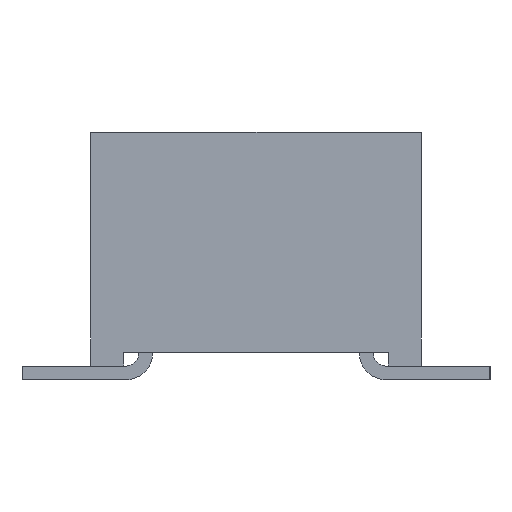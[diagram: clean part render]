
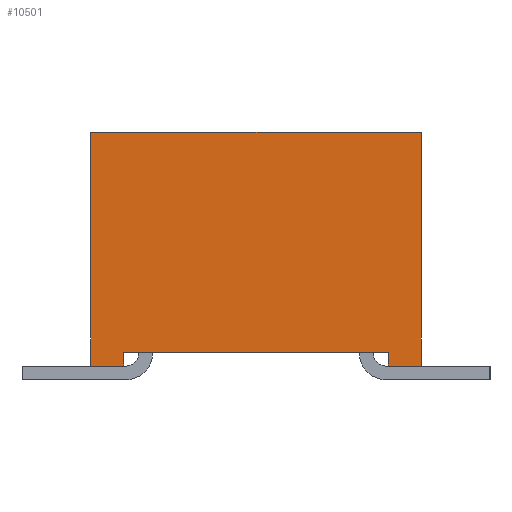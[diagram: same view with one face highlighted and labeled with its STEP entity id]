
A CAD part, left-side view. The second image highlights one B-rep face of the part: STEP entity #10501.
In plain terms, the highlighted planar face has unit normal (-1, 0, 0).
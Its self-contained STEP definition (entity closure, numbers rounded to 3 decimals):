
#10501 = ADVANCED_FACE('',(#10502),#10568,.F.);
#10502 = FACE_BOUND('',#10503,.T.);
#10503 = EDGE_LOOP('',(#10504,#10514,#10522,#10530,#10538,#10546,#10554,
    #10562));
#10504 = ORIENTED_EDGE('',*,*,#10505,.T.);
#10505 = EDGE_CURVE('',#10506,#10508,#10510,.T.);
#10506 = VERTEX_POINT('',#10507);
#10507 = CARTESIAN_POINT('',(-24.981,-1.219,0.277));
#10508 = VERTEX_POINT('',#10509);
#10509 = CARTESIAN_POINT('',(-24.981,-1.219,0.15));
#10510 = LINE('',#10511,#10512);
#10511 = CARTESIAN_POINT('',(-24.981,-1.219,0.277));
#10512 = VECTOR('',#10513,1.);
#10513 = DIRECTION('',(0.,0.,-1.));
#10514 = ORIENTED_EDGE('',*,*,#10515,.T.);
#10515 = EDGE_CURVE('',#10508,#10516,#10518,.T.);
#10516 = VERTEX_POINT('',#10517);
#10517 = CARTESIAN_POINT('',(-24.981,-1.524,0.15));
#10518 = LINE('',#10519,#10520);
#10519 = CARTESIAN_POINT('',(-24.981,1.524,0.15));
#10520 = VECTOR('',#10521,1.);
#10521 = DIRECTION('',(0.,-1.,0.));
#10522 = ORIENTED_EDGE('',*,*,#10523,.F.);
#10523 = EDGE_CURVE('',#10524,#10516,#10526,.T.);
#10524 = VERTEX_POINT('',#10525);
#10525 = CARTESIAN_POINT('',(-24.981,-1.524,2.309));
#10526 = LINE('',#10527,#10528);
#10527 = CARTESIAN_POINT('',(-24.981,-1.524,2.309));
#10528 = VECTOR('',#10529,1.);
#10529 = DIRECTION('',(0.,0.,-1.));
#10530 = ORIENTED_EDGE('',*,*,#10531,.F.);
#10531 = EDGE_CURVE('',#10532,#10524,#10534,.T.);
#10532 = VERTEX_POINT('',#10533);
#10533 = CARTESIAN_POINT('',(-24.981,1.524,2.309));
#10534 = LINE('',#10535,#10536);
#10535 = CARTESIAN_POINT('',(-24.981,1.524,2.309));
#10536 = VECTOR('',#10537,1.);
#10537 = DIRECTION('',(0.,-1.,0.));
#10538 = ORIENTED_EDGE('',*,*,#10539,.T.);
#10539 = EDGE_CURVE('',#10532,#10540,#10542,.T.);
#10540 = VERTEX_POINT('',#10541);
#10541 = CARTESIAN_POINT('',(-24.981,1.524,0.15));
#10542 = LINE('',#10543,#10544);
#10543 = CARTESIAN_POINT('',(-24.981,1.524,2.309));
#10544 = VECTOR('',#10545,1.);
#10545 = DIRECTION('',(0.,0.,-1.));
#10546 = ORIENTED_EDGE('',*,*,#10547,.T.);
#10547 = EDGE_CURVE('',#10540,#10548,#10550,.T.);
#10548 = VERTEX_POINT('',#10549);
#10549 = CARTESIAN_POINT('',(-24.981,1.219,0.15));
#10550 = LINE('',#10551,#10552);
#10551 = CARTESIAN_POINT('',(-24.981,1.524,0.15));
#10552 = VECTOR('',#10553,1.);
#10553 = DIRECTION('',(0.,-1.,0.));
#10554 = ORIENTED_EDGE('',*,*,#10555,.T.);
#10555 = EDGE_CURVE('',#10548,#10556,#10558,.T.);
#10556 = VERTEX_POINT('',#10557);
#10557 = CARTESIAN_POINT('',(-24.981,1.219,0.277));
#10558 = LINE('',#10559,#10560);
#10559 = CARTESIAN_POINT('',(-24.981,1.219,0.023));
#10560 = VECTOR('',#10561,1.);
#10561 = DIRECTION('',(0.,0.,1.));
#10562 = ORIENTED_EDGE('',*,*,#10563,.T.);
#10563 = EDGE_CURVE('',#10556,#10506,#10564,.T.);
#10564 = LINE('',#10565,#10566);
#10565 = CARTESIAN_POINT('',(-24.981,1.219,0.277));
#10566 = VECTOR('',#10567,1.);
#10567 = DIRECTION('',(0.,-1.,0.));
#10568 = PLANE('',#10569);
#10569 = AXIS2_PLACEMENT_3D('',#10570,#10571,#10572);
#10570 = CARTESIAN_POINT('',(-24.981,1.524,2.309));
#10571 = DIRECTION('',(1.,0.,0.));
#10572 = DIRECTION('',(0.,1.,0.));
